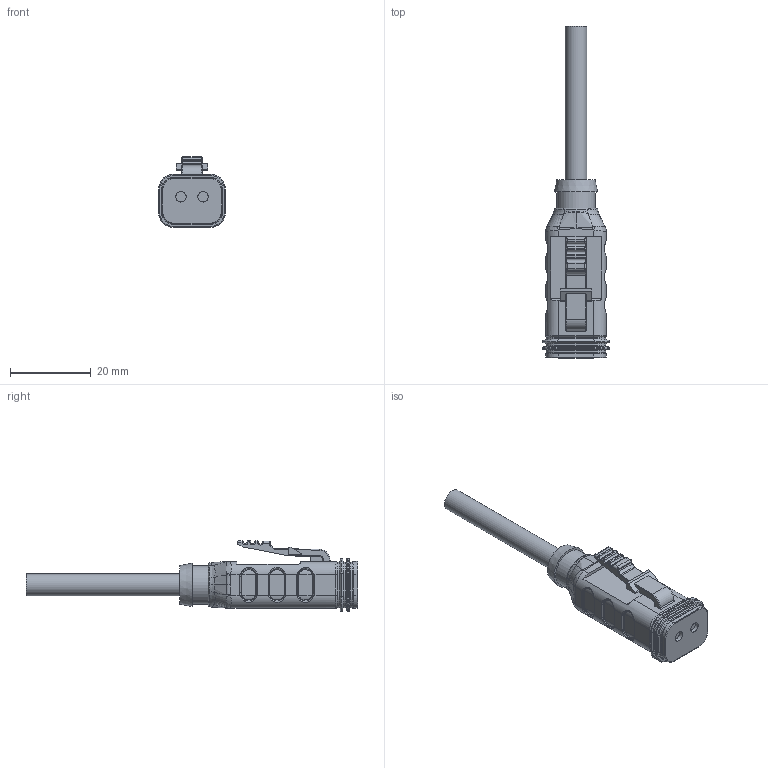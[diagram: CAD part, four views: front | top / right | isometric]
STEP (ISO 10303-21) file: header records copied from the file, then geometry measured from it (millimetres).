
FILE_DESCRIPTION(/* description */ (''),/* implementation_level */ '2;1');
FILE_NAME(/* name */ '2--V0012181___5037550__MA-DT06-2SP1-2-S370_Anschlussleitung_assy_23-06-2023_stp_stp_stp.stp',/* time_stamp */ '2023-06-23T13:46:31+02:00',/* author */ ('ESCHA GmbH & Co. KG'),/* organization */ ('ESCHA GmbH & Co. KG'),/* preprocessor_version */ 'ST-DEVELOPER v16',/* originating_system */ 'SIEMENS PLM Software NX 10.0',/* authorisation */ '');
FILE_SCHEMA (('AUTOMOTIVE_DESIGN { 1 0 10303 214 3 1 1 1 }'));
Length unit declared in the file: millimetre
Products named in the file (1): t.he455CE9BDpf2m
Bounding box: 16.51 x 82 x 17.46 mm (x, y, z)
Volume: 7251.3 mm3; surface area: 3576.2 mm2
Topology: 1 solids, 1 shells, 536 faces, 1313 edges, 775 vertices
Faces by surface type: cylinder 188, bspline 117, torus 112, plane 106, sphere 8, cone 5
Full cylindrical faces by diameter (mm): 2.56 x2, 5.4 x1, 9.5 x1
Entity records: 17625 total; most frequent: CARTESIAN_POINT 5852, ORIENTED_EDGE 2538, DIRECTION 2402, EDGE_CURVE 1269, AXIS2_PLACEMENT_3D 992, VERTEX_POINT 762, EDGE_LOOP 579, CIRCLE 562
